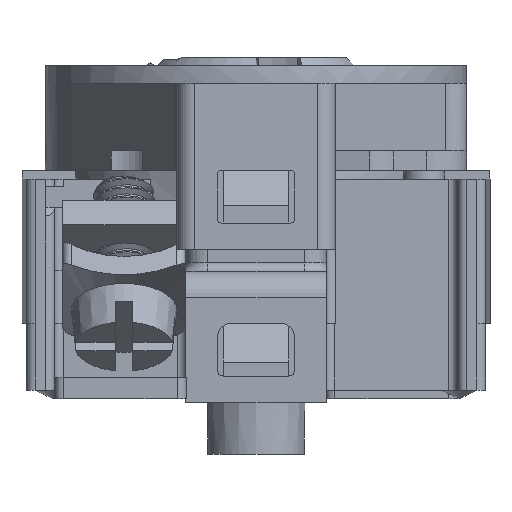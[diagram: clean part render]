
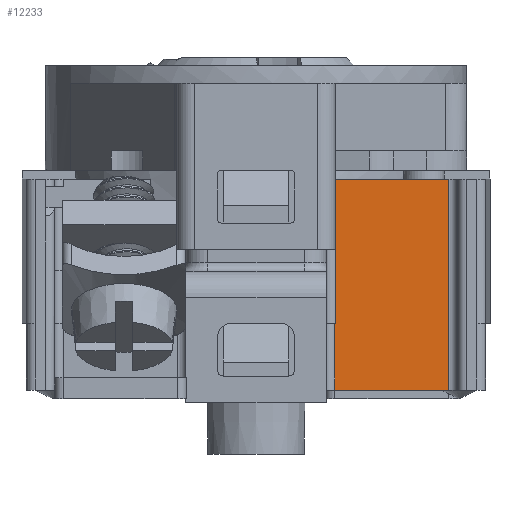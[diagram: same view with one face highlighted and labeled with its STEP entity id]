
A CAD part, left-side view. The second image highlights one B-rep face of the part: STEP entity #12233.
In plain terms, the highlighted planar face has unit normal (-1, 0, 0).
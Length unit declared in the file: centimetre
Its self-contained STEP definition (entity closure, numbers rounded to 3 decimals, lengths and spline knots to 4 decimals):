
#138=LINE('',#17943,#1340);
#139=LINE('',#17946,#1341);
#140=LINE('',#17948,#1342);
#141=LINE('',#17950,#1343);
#142=LINE('',#17952,#1344);
#143=LINE('',#17953,#1345);
#1340=VECTOR('',#14326,0.38);
#1341=VECTOR('',#14329,0.0025);
#1342=VECTOR('',#14330,0.6475);
#1343=VECTOR('',#14331,1.2);
#1344=VECTOR('',#14332,0.645);
#1345=VECTOR('',#14333,0.82);
#2825=PLANE('',#12963);
#3368=FACE_OUTER_BOUND('',#4054,.T.);
#4054=EDGE_LOOP('',(#8612,#8613,#8614,#8615,#8616,#8617));
#5400=VERTEX_POINT('',#17939);
#5401=VERTEX_POINT('',#17941);
#5402=VERTEX_POINT('',#17945);
#5403=VERTEX_POINT('',#17947);
#5404=VERTEX_POINT('',#17949);
#5405=VERTEX_POINT('',#17951);
#6659=EDGE_CURVE('',#5401,#5400,#138,.T.);
#6660=EDGE_CURVE('',#5402,#5400,#139,.T.);
#6661=EDGE_CURVE('',#5401,#5403,#140,.T.);
#6662=EDGE_CURVE('',#5403,#5404,#141,.T.);
#6663=EDGE_CURVE('',#5404,#5405,#142,.T.);
#6664=EDGE_CURVE('',#5402,#5405,#143,.T.);
#8612=ORIENTED_EDGE('',*,*,#6660,.T.);
#8613=ORIENTED_EDGE('',*,*,#6659,.F.);
#8614=ORIENTED_EDGE('',*,*,#6661,.T.);
#8615=ORIENTED_EDGE('',*,*,#6662,.T.);
#8616=ORIENTED_EDGE('',*,*,#6663,.T.);
#8617=ORIENTED_EDGE('',*,*,#6664,.F.);
#12233=ADVANCED_FACE('',(#3368),#2825,.T.);
#12963=AXIS2_PLACEMENT_3D('',#17944,#14327,#14328);
#14326=DIRECTION('',(0.,0.,1.));
#14327=DIRECTION('center_axis',(-1.,0.,0.));
#14328=DIRECTION('ref_axis',(0.,0.,-1.));
#14329=DIRECTION('',(0.,1.,0.));
#14330=DIRECTION('',(0.,-1.,0.));
#14331=DIRECTION('',(0.,0.,1.));
#14332=DIRECTION('',(0.,1.,0.));
#14333=DIRECTION('',(0.,0.,1.));
#17939=CARTESIAN_POINT('',(-1.,-0.4475,0.43));
#17941=CARTESIAN_POINT('',(-1.,-0.4475,0.05));
#17943=CARTESIAN_POINT('',(-1.,-0.4475,0.));
#17944=CARTESIAN_POINT('Origin',(-1.,-1.095,0.));
#17945=CARTESIAN_POINT('',(-1.,-0.45,0.43));
#17946=CARTESIAN_POINT('',(-1.,-0.9398,0.43));
#17947=CARTESIAN_POINT('',(-1.,-1.095,0.05));
#17948=CARTESIAN_POINT('',(-1.,-0.5475,0.05));
#17949=CARTESIAN_POINT('',(-1.,-1.095,1.25));
#17950=CARTESIAN_POINT('',(-1.,-1.095,0.));
#17951=CARTESIAN_POINT('',(-1.,-0.45,1.25));
#17952=CARTESIAN_POINT('',(-1.,-0.5475,1.25));
#17953=CARTESIAN_POINT('',(-1.,-0.45,0.43));
